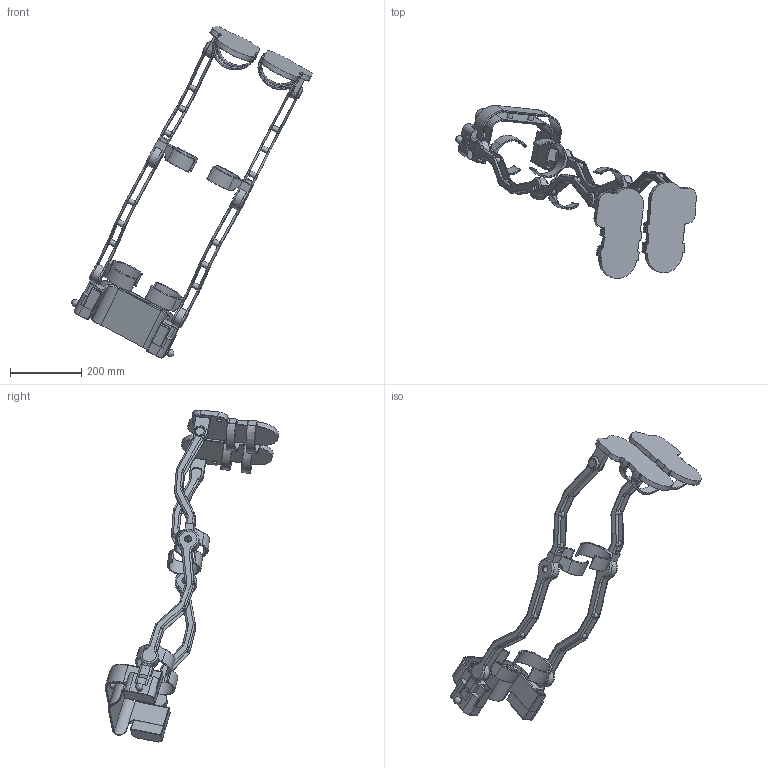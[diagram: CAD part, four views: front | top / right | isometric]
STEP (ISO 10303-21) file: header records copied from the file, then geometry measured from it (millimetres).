
FILE_DESCRIPTION(/* description */ (''),/* implementation_level */ '2;1');
FILE_NAME(/* name */ 'Assembly.stp',/* time_stamp */ '2015-09-13T14:07:33+07:00',/* author */ ('Binh'),/* organization */ (''),/* preprocessor_version */ 'ST-DEVELOPER v16.1',/* originating_system */ 'Autodesk Inventor 2016',/* authorisation */ '');
FILE_SCHEMA (('AUTOMOTIVE_DESIGN { 1 0 10303 214 3 1 1 }'));
Length unit declared in the file: millimetre
Products named in the file (20): FootExo; KneeExo1; KneeExo2; KneeExo3; ThighExo1; ThighExo2; HipExo; BackExo2; BackExo1; Holder; FootExo_MIR; KneeExo1_MIR; KneeExo2_MIR; KneeExo3_MIR; ThighExo1_MIR; ThighExo2_MIR; HipExo_MIR; BackExo1_MIR; Holder_MIR; Assembly
Assembly tree (19 placements, depth 2):
  Assembly
    FootExo
    KneeExo1
    KneeExo2
    KneeExo3
    ThighExo1
    ThighExo2
    HipExo
    BackExo2
    BackExo1
    Holder
    FootExo_MIR
    KneeExo1_MIR
    KneeExo2_MIR
    KneeExo3_MIR
    ThighExo1_MIR
    ThighExo2_MIR
    HipExo_MIR
    BackExo1_MIR
    Holder_MIR
Bounding box: 673.78 x 486.09 x 930.3 mm (x, y, z)
Volume: 2693432.3 mm3; surface area: 800340.9 mm2
Topology: 19 solids, 19 shells, 869 faces, 2105 edges, 1324 vertices
Faces by surface type: cylinder 335, plane 314, torus 164, bspline 46, sphere 10
Full cylindrical faces by diameter (mm): 10 x36, 15 x24, 16 x2, 20 x12, 30 x8, 40 x4
Entity records: 28988 total; most frequent: CARTESIAN_POINT 7715, DIRECTION 4637, ORIENTED_EDGE 3962, EDGE_CURVE 1981, AXIS2_PLACEMENT_3D 1866, VERTEX_POINT 1302, EDGE_LOOP 1077, CIRCLE 946
